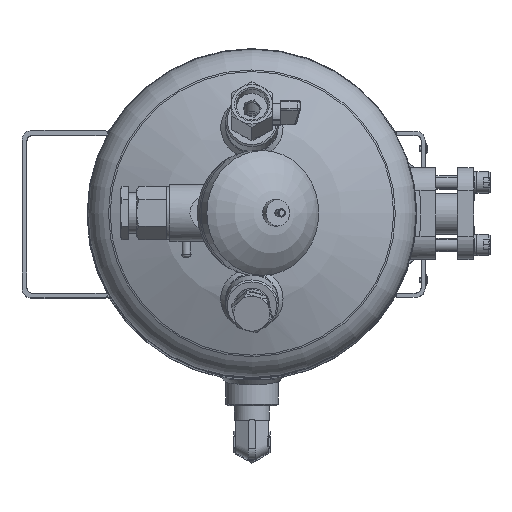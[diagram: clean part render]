
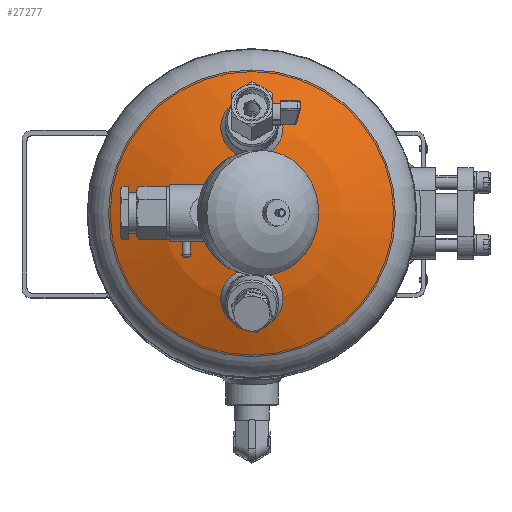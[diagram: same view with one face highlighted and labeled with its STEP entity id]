
A CAD part, top view. The second image highlights one B-rep face of the part: STEP entity #27277.
In plain terms, the highlighted spherical face has radius 202.3 mm.
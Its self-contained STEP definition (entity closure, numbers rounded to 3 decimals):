
#221=SPHERICAL_SURFACE('',#33078,202.3);
#6991=ORIENTED_EDGE('',*,*,#14755,.T.);
#6992=ORIENTED_EDGE('',*,*,#14759,.T.);
#6993=ORIENTED_EDGE('',*,*,#14760,.F.);
#6994=ORIENTED_EDGE('',*,*,#14761,.F.);
#14755=EDGE_CURVE('',#18700,#18700,#21516,.T.);
#14759=EDGE_CURVE('',#18704,#18704,#21520,.T.);
#14760=EDGE_CURVE('',#18705,#18705,#21521,.T.);
#14761=EDGE_CURVE('',#18706,#18706,#21522,.F.);
#18700=VERTEX_POINT('',#42090);
#18704=VERTEX_POINT('',#42100);
#18705=VERTEX_POINT('',#42102);
#18706=VERTEX_POINT('',#42104);
#21516=CIRCLE('',#33073,15.);
#21520=CIRCLE('',#33079,15.);
#21521=CIRCLE('',#33080,87.326);
#21522=CIRCLE('',#33081,20.);
#22340=EDGE_LOOP('',(#6991));
#22341=EDGE_LOOP('',(#6992));
#22342=EDGE_LOOP('',(#6993));
#22343=EDGE_LOOP('',(#6994));
#24642=FACE_BOUND('',#22340,.T.);
#24643=FACE_BOUND('',#22341,.T.);
#24644=FACE_BOUND('',#22342,.T.);
#24645=FACE_BOUND('',#22343,.T.);
#27277=ADVANCED_FACE('',(#24642,#24643,#24644,#24645),#221,.T.);
#33073=AXIS2_PLACEMENT_3D('',#42089,#35696,#35697);
#33078=AXIS2_PLACEMENT_3D('',#42098,#35706,#35707);
#33079=AXIS2_PLACEMENT_3D('',#42099,#35708,#35709);
#33080=AXIS2_PLACEMENT_3D('',#42101,#35710,#35711);
#33081=AXIS2_PLACEMENT_3D('',#42103,#35712,#35713);
#35696=DIRECTION('',(0.259,0.,-0.966));
#35697=DIRECTION('',(0.966,0.,0.259));
#35706=DIRECTION('',(0.,0.,-1.));
#35707=DIRECTION('',(1.,0.,0.));
#35708=DIRECTION('',(-0.259,0.,-0.966));
#35709=DIRECTION('',(-0.966,0.,0.259));
#35710=DIRECTION('',(0.,0.,-1.));
#35711=DIRECTION('',(-1.,0.,0.));
#35712=DIRECTION('',(0.,0.,-1.));
#35713=DIRECTION('',(-1.,0.,0.));
#42089=CARTESIAN_POINT('',(-52.215,0.,46.028));
#42090=CARTESIAN_POINT('',(-37.726,0.,49.911));
#42098=CARTESIAN_POINT('',(0.,0.,-148.841));
#42099=CARTESIAN_POINT('',(52.215,0.,46.028));
#42100=CARTESIAN_POINT('',(37.726,0.,49.911));
#42101=CARTESIAN_POINT('',(0.,0.,33.641));
#42102=CARTESIAN_POINT('',(-87.326,0.,33.641));
#42103=CARTESIAN_POINT('',(0.,0.,52.468));
#42104=CARTESIAN_POINT('',(-20.,0.,52.468));
